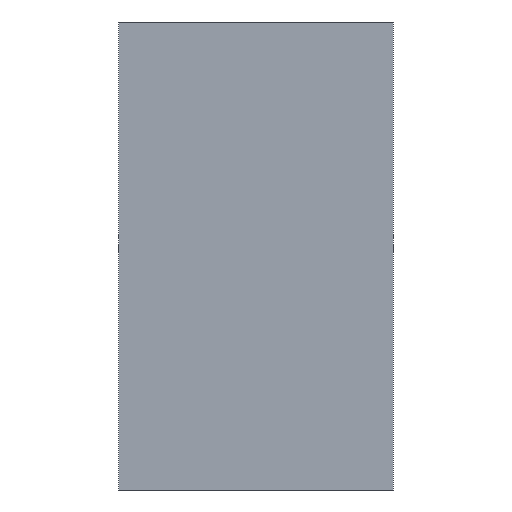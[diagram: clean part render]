
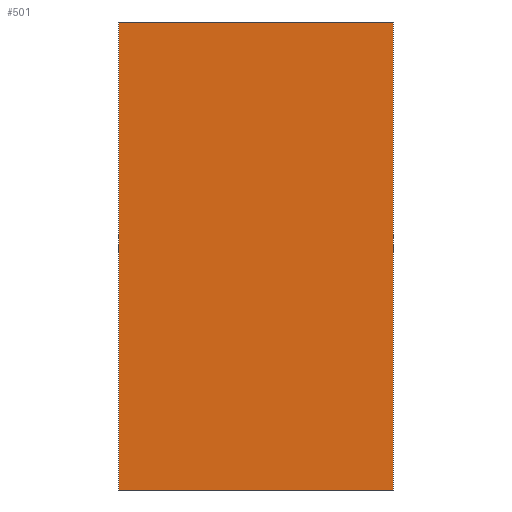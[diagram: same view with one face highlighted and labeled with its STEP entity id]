
A CAD part, front view. The second image highlights one B-rep face of the part: STEP entity #501.
In plain terms, the highlighted planar face has unit normal (0, -1, 0).
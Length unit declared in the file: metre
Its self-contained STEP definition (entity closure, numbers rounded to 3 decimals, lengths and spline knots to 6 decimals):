
#52=LINE('',#777,#118);
#55=LINE('',#783,#121);
#57=LINE('',#787,#123);
#59=LINE('',#791,#125);
#118=VECTOR('',#634,1.);
#121=VECTOR('',#639,1.);
#123=VECTOR('',#643,1.);
#125=VECTOR('',#647,1.);
#161=PLANE('',#546);
#249=ORIENTED_EDGE('',*,*,#352,.T.);
#250=ORIENTED_EDGE('',*,*,#359,.T.);
#251=ORIENTED_EDGE('',*,*,#357,.T.);
#252=ORIENTED_EDGE('',*,*,#355,.T.);
#352=EDGE_CURVE('',#407,#408,#52,.F.);
#355=EDGE_CURVE('',#409,#407,#55,.F.);
#357=EDGE_CURVE('',#410,#409,#57,.T.);
#359=EDGE_CURVE('',#408,#410,#59,.T.);
#407=VERTEX_POINT('',#778);
#408=VERTEX_POINT('',#779);
#409=VERTEX_POINT('',#784);
#410=VERTEX_POINT('',#788);
#439=EDGE_LOOP('',(#249,#250,#251,#252));
#470=FACE_BOUND('',#439,.T.);
#501=ADVANCED_FACE('',(#470),#161,.T.);
#546=AXIS2_PLACEMENT_3D('',#792,#648,#649);
#634=DIRECTION('',(-1.,0.,0.));
#639=DIRECTION('',(0.,0.,1.));
#643=DIRECTION('',(-1.,0.,0.));
#647=DIRECTION('',(0.,0.,1.));
#648=DIRECTION('',(0.,-1.,0.));
#649=DIRECTION('',(1.,0.,0.));
#777=CARTESIAN_POINT('',(0.,-0.00827,-0.004765));
#778=CARTESIAN_POINT('',(-0.002795,-0.00827,-0.004765));
#779=CARTESIAN_POINT('',(0.002795,-0.00827,-0.004765));
#783=CARTESIAN_POINT('',(-0.002795,-0.00827,0.));
#784=CARTESIAN_POINT('',(-0.002795,-0.00827,0.004765));
#787=CARTESIAN_POINT('',(0.,-0.00827,0.004765));
#788=CARTESIAN_POINT('',(0.002795,-0.00827,0.004765));
#791=CARTESIAN_POINT('',(0.002795,-0.00827,0.));
#792=CARTESIAN_POINT('',(0.,-0.00827,0.));
